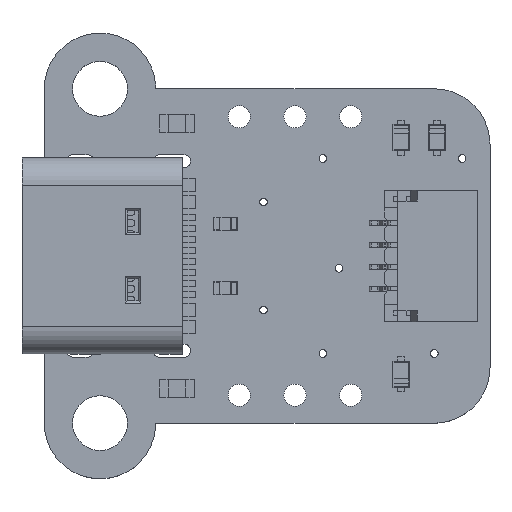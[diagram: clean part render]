
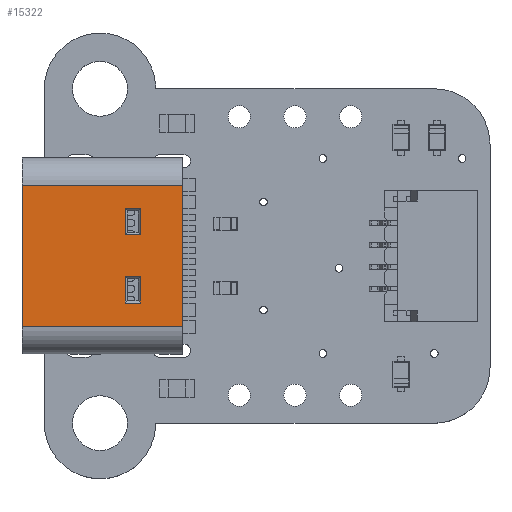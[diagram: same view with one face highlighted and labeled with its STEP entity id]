
A CAD part, top view. The second image highlights one B-rep face of the part: STEP entity #15322.
In plain terms, the highlighted planar face has unit normal (0, 0, 1).
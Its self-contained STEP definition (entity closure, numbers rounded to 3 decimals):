
#666=FACE_BOUND('',#2752,.T.);
#667=FACE_BOUND('',#2753,.T.);
#1138=PLANE('',#16603);
#1876=FACE_OUTER_BOUND('',#2751,.T.);
#2751=EDGE_LOOP('',(#13630,#13631,#13632,#13633));
#2752=EDGE_LOOP('',(#13634,#13635,#13636,#13637));
#2753=EDGE_LOOP('',(#13638,#13639,#13640,#13641));
#4336=LINE('',#24682,#6046);
#4379=LINE('',#24812,#6089);
#4380=LINE('',#24814,#6090);
#4381=LINE('',#24815,#6091);
#4382=LINE('',#24818,#6092);
#4383=LINE('',#24820,#6093);
#4384=LINE('',#24822,#6094);
#4385=LINE('',#24823,#6095);
#4386=LINE('',#24826,#6096);
#4387=LINE('',#24828,#6097);
#4388=LINE('',#24830,#6098);
#4389=LINE('',#24831,#6099);
#6046=VECTOR('',#20120,1000.);
#6089=VECTOR('',#20229,1000.);
#6090=VECTOR('',#20230,1000.);
#6091=VECTOR('',#20231,1000.);
#6092=VECTOR('',#20232,1000.);
#6093=VECTOR('',#20233,1000.);
#6094=VECTOR('',#20234,1000.);
#6095=VECTOR('',#20235,1000.);
#6096=VECTOR('',#20236,1000.);
#6097=VECTOR('',#20237,1000.);
#6098=VECTOR('',#20238,1000.);
#6099=VECTOR('',#20239,1000.);
#7893=VERTEX_POINT('',#24679);
#7894=VERTEX_POINT('',#24681);
#7948=VERTEX_POINT('',#24811);
#7949=VERTEX_POINT('',#24813);
#7950=VERTEX_POINT('',#24816);
#7951=VERTEX_POINT('',#24817);
#7952=VERTEX_POINT('',#24819);
#7953=VERTEX_POINT('',#24821);
#7954=VERTEX_POINT('',#24824);
#7955=VERTEX_POINT('',#24825);
#7956=VERTEX_POINT('',#24827);
#7957=VERTEX_POINT('',#24829);
#9819=EDGE_CURVE('',#7894,#7893,#4336,.T.);
#9886=EDGE_CURVE('',#7893,#7948,#4379,.T.);
#9887=EDGE_CURVE('',#7949,#7948,#4380,.T.);
#9888=EDGE_CURVE('',#7949,#7894,#4381,.T.);
#9889=EDGE_CURVE('',#7950,#7951,#4382,.T.);
#9890=EDGE_CURVE('',#7951,#7952,#4383,.T.);
#9891=EDGE_CURVE('',#7952,#7953,#4384,.T.);
#9892=EDGE_CURVE('',#7953,#7950,#4385,.T.);
#9893=EDGE_CURVE('',#7954,#7955,#4386,.T.);
#9894=EDGE_CURVE('',#7955,#7956,#4387,.T.);
#9895=EDGE_CURVE('',#7956,#7957,#4388,.T.);
#9896=EDGE_CURVE('',#7957,#7954,#4389,.T.);
#13630=ORIENTED_EDGE('',*,*,#9819,.T.);
#13631=ORIENTED_EDGE('',*,*,#9886,.T.);
#13632=ORIENTED_EDGE('',*,*,#9887,.F.);
#13633=ORIENTED_EDGE('',*,*,#9888,.T.);
#13634=ORIENTED_EDGE('',*,*,#9889,.T.);
#13635=ORIENTED_EDGE('',*,*,#9890,.T.);
#13636=ORIENTED_EDGE('',*,*,#9891,.T.);
#13637=ORIENTED_EDGE('',*,*,#9892,.T.);
#13638=ORIENTED_EDGE('',*,*,#9893,.T.);
#13639=ORIENTED_EDGE('',*,*,#9894,.T.);
#13640=ORIENTED_EDGE('',*,*,#9895,.T.);
#13641=ORIENTED_EDGE('',*,*,#9896,.T.);
#15322=ADVANCED_FACE('',(#1876,#666,#667),#1138,.F.);
#16603=AXIS2_PLACEMENT_3D('',#24810,#20227,#20228);
#20120=DIRECTION('',(-1.,0.,0.));
#20227=DIRECTION('center_axis',(0.,0.,
-1.));
#20228=DIRECTION('ref_axis',(1.,0.,0.));
#20229=DIRECTION('',(0.,-1.,0.));
#20230=DIRECTION('',(-1.,0.,0.));
#20231=DIRECTION('',(0.,1.,0.));
#20232=DIRECTION('',(1.,0.,0.));
#20233=DIRECTION('',(0.,-1.,0.));
#20234=DIRECTION('',(-1.,0.,0.));
#20235=DIRECTION('',(0.,1.,0.));
#20236=DIRECTION('',(1.,0.,0.));
#20237=DIRECTION('',(0.,-1.,0.));
#20238=DIRECTION('',(-1.,0.,0.));
#20239=DIRECTION('',(0.,1.,0.));
#24679=CARTESIAN_POINT('',(-3.22,-0.447,3.242));
#24681=CARTESIAN_POINT('',(3.22,-0.447,3.242));
#24682=CARTESIAN_POINT('',(-4.47,-0.447,3.242));
#24810=CARTESIAN_POINT('Origin',(-4.47,-7.747,3.242));
#24811=CARTESIAN_POINT('',(-3.22,-7.747,3.242));
#24812=CARTESIAN_POINT('',(-3.22,-7.747,3.242));
#24813=CARTESIAN_POINT('',(3.22,-7.747,3.242));
#24814=CARTESIAN_POINT('',(-4.47,-7.747,3.242));
#24815=CARTESIAN_POINT('',(3.22,-7.747,3.242));
#24816=CARTESIAN_POINT('',(-2.15,-2.347,3.242));
#24817=CARTESIAN_POINT('',(-0.95,-2.347,3.242));
#24818=CARTESIAN_POINT('',(-4.47,-2.347,3.242));
#24819=CARTESIAN_POINT('',(-0.95,-3.047,3.242));
#24820=CARTESIAN_POINT('',(-0.95,-7.747,3.242));
#24821=CARTESIAN_POINT('',(-2.15,-3.047,3.242));
#24822=CARTESIAN_POINT('',(-4.47,-3.047,3.242));
#24823=CARTESIAN_POINT('',(-2.15,-7.747,3.242));
#24824=CARTESIAN_POINT('',(0.95,-2.347,3.242));
#24825=CARTESIAN_POINT('',(2.15,-2.347,3.242));
#24826=CARTESIAN_POINT('',(-4.47,-2.347,3.242));
#24827=CARTESIAN_POINT('',(2.15,-3.047,3.242));
#24828=CARTESIAN_POINT('',(2.15,-7.747,3.242));
#24829=CARTESIAN_POINT('',(0.95,-3.047,3.242));
#24830=CARTESIAN_POINT('',(-4.47,-3.047,3.242));
#24831=CARTESIAN_POINT('',(0.95,-7.747,3.242));
